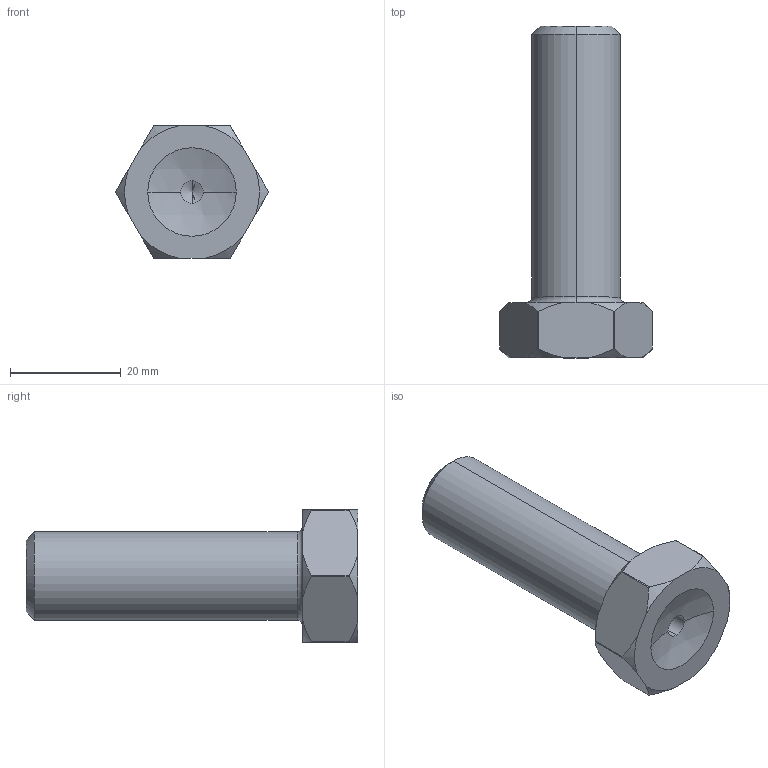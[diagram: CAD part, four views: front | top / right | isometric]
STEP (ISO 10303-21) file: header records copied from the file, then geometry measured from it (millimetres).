
FILE_DESCRIPTION (( 'STEP AP214' ), '1' );
FILE_NAME ('098em16050m.STEP', '2014-08-12T12:24:48', ( '' ), ( '' ), 'SwSTEP 2.0', 'SolidWorks 2014', '' );
FILE_SCHEMA (( 'AUTOMOTIVE_DESIGN' ));
Length unit declared in the file: millimetre
Products named in the file (1): 098em16050m
Bounding box: 27.6 x 60 x 24 mm (x, y, z)
Volume: 14182.9 mm3; surface area: 4590.1 mm2
Topology: 1 solids, 1 shells, 53 faces, 138 edges, 86 vertices
Faces by surface type: plane 21, cone 18, cylinder 10, torus 2, sphere 2
Entity records: 1776 total; most frequent: CARTESIAN_POINT 442, DIRECTION 270, ORIENTED_EDGE 268, EDGE_CURVE 134, AXIS2_PLACEMENT_3D 106, VERTEX_POINT 86, VECTOR 58, LINE 58
